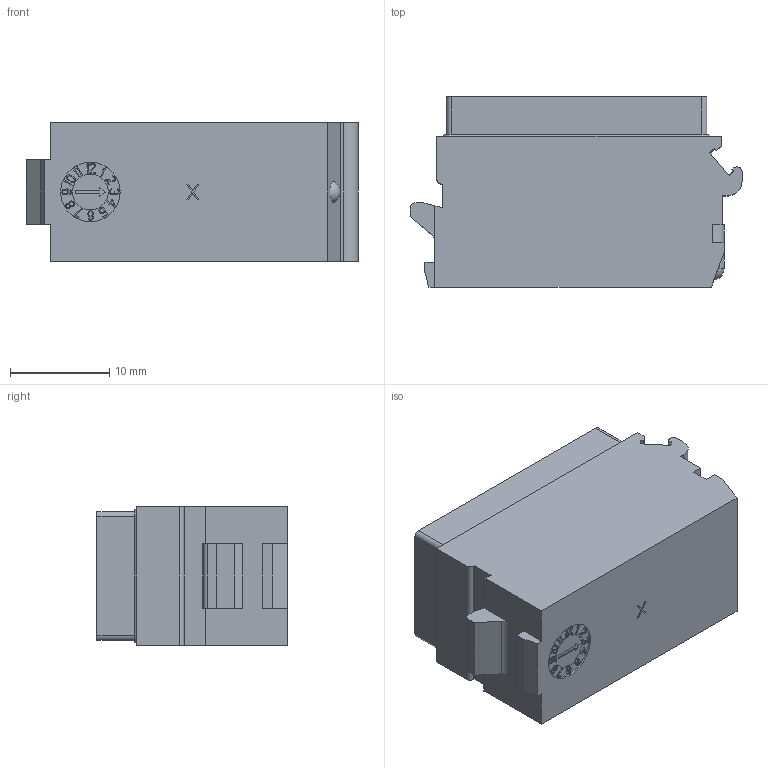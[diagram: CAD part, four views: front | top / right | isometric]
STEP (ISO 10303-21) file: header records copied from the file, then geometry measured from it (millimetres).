
FILE_DESCRIPTION((''),'2;1');
FILE_NAME('00177720304','2020-08-06T',('presta_be4'),(''),'CREO PARAMETRIC BY PTC INC, 2018360','CREO PARAMETRIC BY PTC INC, 2018360','');
FILE_SCHEMA(('CONFIG_CONTROL_DESIGN'));
Products named in the file (1): 00177720304
Bounding box: 33.5 x 19.21 x 14 mm (x, y, z)
Volume: 5640.8 mm3; surface area: 7209.2 mm2
Topology: 3 solids, 3 shells, 4903 faces, 13190 edges, 8314 vertices
Faces by surface type: plane 2039, cylinder 1123, bspline 648, cone 588, torus 504, sphere 1
Entity records: 174940 total; most frequent: CARTESIAN_POINT 56972, ORIENTED_EDGE 26380, DIRECTION 22523, EDGE_CURVE 13190, VERTEX_POINT 8314, AXIS2_PLACEMENT_3D 7688, VECTOR 7147, LINE 7147
